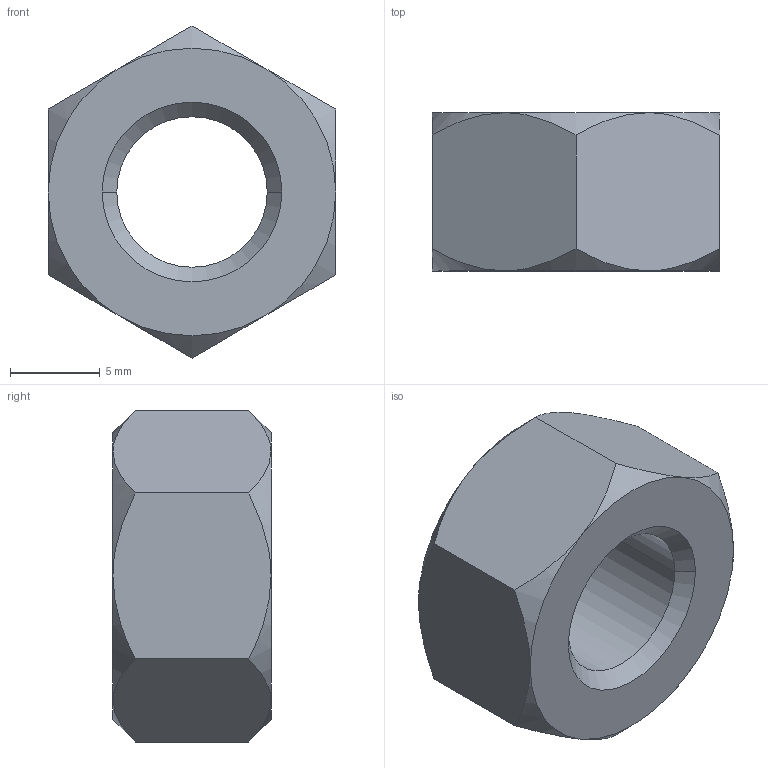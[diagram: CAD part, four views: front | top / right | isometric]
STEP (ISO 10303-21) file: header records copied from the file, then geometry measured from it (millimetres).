
FILE_DESCRIPTION((''),'2;1');
FILE_NAME('DEI4032_OT_100_8','2014-01-29T',('AndreasKeweloh'),(''),'PRO/ENGINEER BY PARAMETRIC TECHNOLOGY CORPORATION, 2012360','PRO/ENGINEER BY PARAMETRIC TECHNOLOGY CORPORATION, 2012360','');
FILE_SCHEMA(('CONFIG_CONTROL_DESIGN'));
Length unit declared in the file: millimetre
Products named in the file (1): DEI4032_OT_100_8
Bounding box: 16 x 8.8 x 18.48 mm (x, y, z)
Volume: 1432.2 mm3; surface area: 1275.7 mm2
Topology: 1 solids, 2 shells, 28 faces, 62 edges, 36 vertices
Faces by surface type: cone 16, plane 8, cylinder 4
Entity records: 882 total; most frequent: CARTESIAN_POINT 247, DIRECTION 120, ORIENTED_EDGE 120, EDGE_CURVE 62, AXIS2_PLACEMENT_3D 53, VERTEX_POINT 36, EDGE_LOOP 30, FACE_OUTER_BOUND 28
